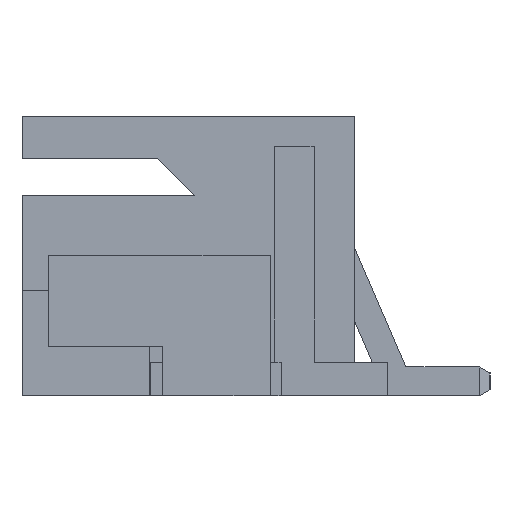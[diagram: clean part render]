
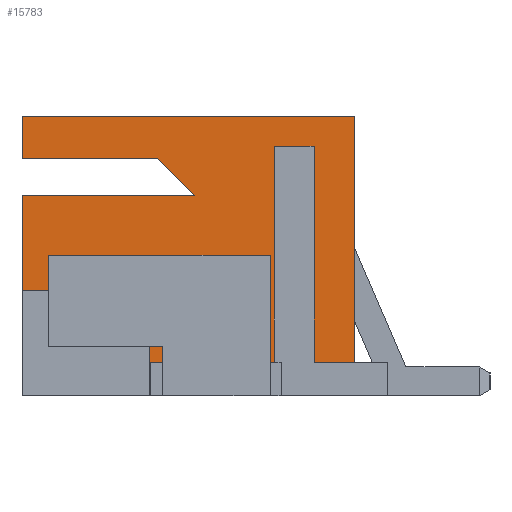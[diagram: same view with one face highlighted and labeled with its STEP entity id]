
A CAD part, left-side view. The second image highlights one B-rep face of the part: STEP entity #15783.
In plain terms, the highlighted planar face has unit normal (-1, 0, 0).
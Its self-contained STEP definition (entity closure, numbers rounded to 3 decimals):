
#1158=ORIENTED_EDGE('',*,*,#3651,.T.);
#1159=ORIENTED_EDGE('',*,*,#4260,.T.);
#1160=ORIENTED_EDGE('',*,*,#4261,.T.);
#1161=ORIENTED_EDGE('',*,*,#4262,.T.);
#1162=ORIENTED_EDGE('',*,*,#4254,.T.);
#1163=ORIENTED_EDGE('',*,*,#3739,.T.);
#1164=ORIENTED_EDGE('',*,*,#3765,.F.);
#1165=ORIENTED_EDGE('',*,*,#3761,.F.);
#1166=ORIENTED_EDGE('',*,*,#4263,.T.);
#1167=ORIENTED_EDGE('',*,*,#4264,.T.);
#1168=ORIENTED_EDGE('',*,*,#4265,.T.);
#1169=ORIENTED_EDGE('',*,*,#4266,.T.);
#1170=ORIENTED_EDGE('',*,*,#4267,.T.);
#1171=ORIENTED_EDGE('',*,*,#3757,.F.);
#1172=ORIENTED_EDGE('',*,*,#4268,.T.);
#1173=ORIENTED_EDGE('',*,*,#4269,.T.);
#1174=ORIENTED_EDGE('',*,*,#4270,.T.);
#1175=ORIENTED_EDGE('',*,*,#3780,.F.);
#1176=ORIENTED_EDGE('',*,*,#4271,.F.);
#1177=ORIENTED_EDGE('',*,*,#3643,.T.);
#3643=EDGE_CURVE('',#5277,#5276,#6325,.T.);
#3651=EDGE_CURVE('',#5276,#5283,#6333,.T.);
#3739=EDGE_CURVE('',#5369,#5368,#6421,.T.);
#3757=EDGE_CURVE('',#5383,#5379,#6439,.T.);
#3761=EDGE_CURVE('',#5384,#5386,#6443,.T.);
#3765=EDGE_CURVE('',#5386,#5368,#6447,.T.);
#3780=EDGE_CURVE('',#5401,#5402,#6462,.T.);
#4254=EDGE_CURVE('',#5742,#5369,#6936,.T.);
#4260=EDGE_CURVE('',#5283,#5746,#6942,.T.);
#4261=EDGE_CURVE('',#5746,#5747,#6943,.T.);
#4262=EDGE_CURVE('',#5747,#5742,#6944,.T.);
#4263=EDGE_CURVE('',#5384,#5748,#6945,.T.);
#4264=EDGE_CURVE('',#5748,#5749,#6946,.T.);
#4265=EDGE_CURVE('',#5749,#5750,#6947,.T.);
#4266=EDGE_CURVE('',#5750,#5751,#6948,.T.);
#4267=EDGE_CURVE('',#5751,#5379,#6949,.T.);
#4268=EDGE_CURVE('',#5383,#5752,#6950,.T.);
#4269=EDGE_CURVE('',#5752,#5753,#6951,.T.);
#4270=EDGE_CURVE('',#5753,#5402,#6952,.T.);
#4271=EDGE_CURVE('',#5277,#5401,#6953,.T.);
#5276=VERTEX_POINT('',#19618);
#5277=VERTEX_POINT('',#19620);
#5283=VERTEX_POINT('',#19634);
#5368=VERTEX_POINT('',#19811);
#5369=VERTEX_POINT('',#19813);
#5379=VERTEX_POINT('',#19840);
#5383=VERTEX_POINT('',#19848);
#5384=VERTEX_POINT('',#19855);
#5386=VERTEX_POINT('',#19858);
#5401=VERTEX_POINT('',#19894);
#5402=VERTEX_POINT('',#19896);
#5742=VERTEX_POINT('',#20814);
#5746=VERTEX_POINT('',#20825);
#5747=VERTEX_POINT('',#20827);
#5748=VERTEX_POINT('',#20830);
#5749=VERTEX_POINT('',#20832);
#5750=VERTEX_POINT('',#20834);
#5751=VERTEX_POINT('',#20836);
#5752=VERTEX_POINT('',#20839);
#5753=VERTEX_POINT('',#20841);
#6325=LINE('',#19619,#7685);
#6333=LINE('',#19635,#7693);
#6421=LINE('',#19812,#7781);
#6439=LINE('',#19849,#7799);
#6443=LINE('',#19857,#7803);
#6447=LINE('',#19864,#7807);
#6462=LINE('',#19895,#7822);
#6936=LINE('',#20813,#8296);
#6942=LINE('',#20824,#8302);
#6943=LINE('',#20826,#8303);
#6944=LINE('',#20828,#8304);
#6945=LINE('',#20829,#8305);
#6946=LINE('',#20831,#8306);
#6947=LINE('',#20833,#8307);
#6948=LINE('',#20835,#8308);
#6949=LINE('',#20837,#8309);
#6950=LINE('',#20838,#8310);
#6951=LINE('',#20840,#8311);
#6952=LINE('',#20842,#8312);
#6953=LINE('',#20843,#8313);
#7685=VECTOR('',#16997,1000.);
#7693=VECTOR('',#17007,1000.);
#7781=VECTOR('',#17103,1000.);
#7799=VECTOR('',#17129,1000.);
#7803=VECTOR('',#17137,1000.);
#7807=VECTOR('',#17143,1000.);
#7822=VECTOR('',#17162,1000.);
#8296=VECTOR('',#17844,1000.);
#8302=VECTOR('',#17852,1000.);
#8303=VECTOR('',#17853,1000.);
#8304=VECTOR('',#17854,1000.);
#8305=VECTOR('',#17855,1000.);
#8306=VECTOR('',#17856,1000.);
#8307=VECTOR('',#17857,1000.);
#8308=VECTOR('',#17858,1000.);
#8309=VECTOR('',#17859,1000.);
#8310=VECTOR('',#17860,1000.);
#8311=VECTOR('',#17861,1000.);
#8312=VECTOR('',#17862,1000.);
#8313=VECTOR('',#17863,1000.);
#9154=EDGE_LOOP('',(#1158,#1159,#1160,#1161,#1162,#1163,#1164,#1165,#1166,
#1167,#1168,#1169,#1170,#1171,#1172,#1173,#1174,#1175,#1176,#1177));
#9858=FACE_BOUND('',#9154,.T.);
#10562=PLANE('',#16470);
#15783=ADVANCED_FACE('',(#9858),#10562,.F.);
#16470=AXIS2_PLACEMENT_3D('',#20823,#17850,#17851);
#16997=DIRECTION('',(0.,1.,0.));
#17007=DIRECTION('',(0.,0.,-1.));
#17103=DIRECTION('',(0.,-1.,0.));
#17129=DIRECTION('',(0.,1.,0.));
#17137=DIRECTION('',(0.,1.,0.));
#17143=DIRECTION('',(0.,0.,-1.));
#17162=DIRECTION('',(0.,1.,0.));
#17844=DIRECTION('',(0.,0.,-1.));
#17850=DIRECTION('',(1.,0.,0.));
#17851=DIRECTION('',(0.,0.,-1.));
#17852=DIRECTION('',(0.,-1.,0.));
#17853=DIRECTION('',(0.,-0.707,-0.707));
#17854=DIRECTION('',(0.,1.,0.));
#17855=DIRECTION('',(0.,0.,1.));
#17856=DIRECTION('',(0.,1.,0.));
#17857=DIRECTION('',(0.,0.,1.));
#17858=DIRECTION('',(0.,-1.,0.));
#17859=DIRECTION('',(0.,0.,-1.));
#17860=DIRECTION('',(0.,0.,1.));
#17861=DIRECTION('',(0.,-1.,0.));
#17862=DIRECTION('',(0.,0.,-1.));
#17863=DIRECTION('',(0.,0.,-1.));
#19618=CARTESIAN_POINT('',(-20.155,9.906,5.918));
#19619=CARTESIAN_POINT('',(-20.155,2.87,5.918));
#19620=CARTESIAN_POINT('',(-20.155,2.87,5.918));
#19634=CARTESIAN_POINT('',(-20.155,9.906,5.029));
#19635=CARTESIAN_POINT('',(-20.155,9.906,0.711));
#19811=CARTESIAN_POINT('',(-20.155,7.188,0.));
#19812=CARTESIAN_POINT('',(-20.155,9.906,0.));
#19813=CARTESIAN_POINT('',(-20.155,9.906,0.));
#19840=CARTESIAN_POINT('',(-20.155,4.65,0.711));
#19848=CARTESIAN_POINT('',(-20.155,4.563,0.711));
#19849=CARTESIAN_POINT('',(-20.155,2.87,0.711));
#19855=CARTESIAN_POINT('',(-20.155,6.934,0.711));
#19857=CARTESIAN_POINT('',(-20.155,2.87,0.711));
#19858=CARTESIAN_POINT('',(-20.155,7.188,0.711));
#19864=CARTESIAN_POINT('',(-20.155,7.188,0.711));
#19894=CARTESIAN_POINT('',(-20.155,2.87,0.711));
#19895=CARTESIAN_POINT('',(-20.155,2.87,0.711));
#19896=CARTESIAN_POINT('',(-20.155,3.724,0.711));
#20813=CARTESIAN_POINT('',(-20.155,9.906,0.711));
#20814=CARTESIAN_POINT('',(-20.155,9.906,4.245));
#20823=CARTESIAN_POINT('',(-20.155,9.906,0.711));
#20824=CARTESIAN_POINT('',(-20.155,9.906,5.029));
#20825=CARTESIAN_POINT('',(-20.155,7.033,5.029));
#20826=CARTESIAN_POINT('',(-20.155,6.31,4.307));
#20827=CARTESIAN_POINT('',(-20.155,6.248,4.245));
#20828=CARTESIAN_POINT('',(-20.155,9.906,4.245));
#20829=CARTESIAN_POINT('',(-20.155,6.934,0.));
#20830=CARTESIAN_POINT('',(-20.155,6.934,1.041));
#20831=CARTESIAN_POINT('',(-20.155,6.934,1.041));
#20832=CARTESIAN_POINT('',(-20.155,9.349,1.041));
#20833=CARTESIAN_POINT('',(-20.155,9.349,1.041));
#20834=CARTESIAN_POINT('',(-20.155,9.349,2.972));
#20835=CARTESIAN_POINT('',(-20.155,9.349,2.972));
#20836=CARTESIAN_POINT('',(-20.155,4.65,2.972));
#20837=CARTESIAN_POINT('',(-20.155,4.65,2.972));
#20838=CARTESIAN_POINT('',(-20.155,4.563,0.711));
#20839=CARTESIAN_POINT('',(-20.155,4.563,5.283));
#20840=CARTESIAN_POINT('',(-20.155,9.906,5.283));
#20841=CARTESIAN_POINT('',(-20.155,3.724,5.283));
#20842=CARTESIAN_POINT('',(-20.155,3.724,0.711));
#20843=CARTESIAN_POINT('',(-20.155,2.87,5.918));
